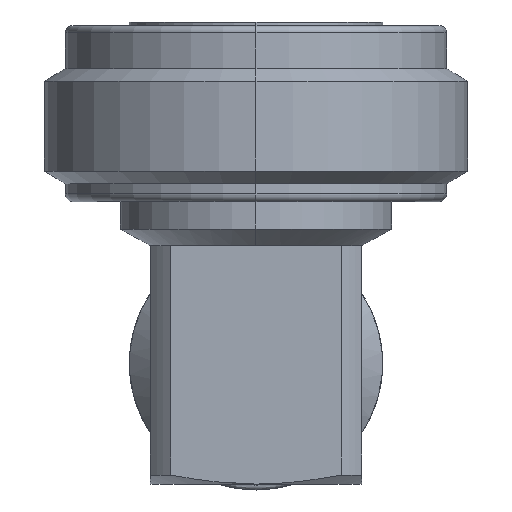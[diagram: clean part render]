
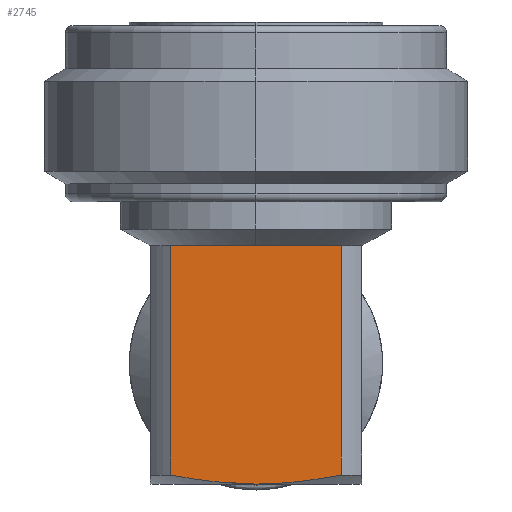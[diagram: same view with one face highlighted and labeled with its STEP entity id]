
A CAD part, left-side view. The second image highlights one B-rep face of the part: STEP entity #2745.
In plain terms, the highlighted planar face has unit normal (-1, 0, 0).
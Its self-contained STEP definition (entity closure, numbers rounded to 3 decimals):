
#608=DIRECTION('',(0.,1.,0.));
#609=VECTOR('',#608,6.48);
#610=CARTESIAN_POINT('',(-26.85,0.569,0.61));
#611=LINE('',#610,#609);
#627=DIRECTION('',(0.,1.,0.));
#628=VECTOR('',#627,6.48);
#629=CARTESIAN_POINT('',(-26.85,-7.049,0.61));
#630=LINE('',#629,#628);
#659=DIRECTION('',(0.,-1.,0.));
#660=VECTOR('',#659,1.138);
#661=CARTESIAN_POINT('',(-26.85,0.569,0.61));
#662=LINE('',#661,#660);
#673=DIRECTION('',(0.,0.,-1.));
#674=VECTOR('',#673,18.963);
#675=CARTESIAN_POINT('',(-26.85,7.049,0.61));
#676=LINE('',#675,#674);
#677=DIRECTION('',(0.,0.,-1.));
#678=VECTOR('',#677,18.963);
#679=CARTESIAN_POINT('',(-26.85,-7.049,0.61));
#680=LINE('',#679,#678);
#681=CARTESIAN_POINT('',(-26.85,0.,-19.1));
#682=CARTESIAN_POINT('',(-26.85,-0.473,-19.1));
#683=CARTESIAN_POINT('',(-26.85,-1.414,-19.077));
#684=CARTESIAN_POINT('',(-26.85,-2.806,-18.978));
#685=CARTESIAN_POINT('',(-26.85,-4.18,-18.823));
#686=CARTESIAN_POINT('',(-26.85,-5.562,-18.621));
#687=CARTESIAN_POINT('',(-26.85,-6.546,-18.448));
#688=CARTESIAN_POINT('',(-26.85,-7.049,-18.353));
#690=CARTESIAN_POINT('',(-26.85,7.049,-18.353));
#691=CARTESIAN_POINT('',(-26.85,6.538,-18.449));
#692=CARTESIAN_POINT('',(-26.85,5.543,-18.624));
#693=CARTESIAN_POINT('',(-26.85,4.156,-18.826));
#694=CARTESIAN_POINT('',(-26.85,2.784,-18.979));
#695=CARTESIAN_POINT('',(-26.85,1.402,-19.077));
#696=CARTESIAN_POINT('',(-26.85,0.469,-19.1));
#697=CARTESIAN_POINT('',(-26.85,0.,-19.1));
#1929=CARTESIAN_POINT('',(-26.85,0.569,0.61));
#1931=VERTEX_POINT('',#1929);
#1932=CARTESIAN_POINT('',(-26.85,-0.569,0.61));
#1933=VERTEX_POINT('',#1932);
#1934=CARTESIAN_POINT('',(-26.85,0.,-19.1));
#1936=VERTEX_POINT('',#1934);
#1954=CARTESIAN_POINT('',(-26.85,7.049,0.61));
#1955=CARTESIAN_POINT('',(-26.85,7.049,-18.353));
#1956=VERTEX_POINT('',#1954);
#1957=VERTEX_POINT('',#1955);
#1958=CARTESIAN_POINT('',(-26.85,-7.049,0.61));
#1959=CARTESIAN_POINT('',(-26.85,-7.049,-18.353));
#1960=VERTEX_POINT('',#1958);
#1961=VERTEX_POINT('',#1959);
#2728=CARTESIAN_POINT('',(-26.85,-8.75,-19.1));
#2729=DIRECTION('',(-1.,0.,0.));
#2730=DIRECTION('',(0.,0.,1.));
#2731=AXIS2_PLACEMENT_3D('',#2728,#2729,#2730);
#2732=PLANE('',#2731);
#2734=ORIENTED_EDGE('',*,*,#2733,.F.);
#2735=ORIENTED_EDGE('',*,*,#2657,.F.);
#2736=ORIENTED_EDGE('',*,*,#2721,.T.);
#2737=ORIENTED_EDGE('',*,*,#2676,.F.);
#2739=ORIENTED_EDGE('',*,*,#2738,.T.);
#2741=ORIENTED_EDGE('',*,*,#2740,.F.);
#2742=ORIENTED_EDGE('',*,*,#2626,.F.);
#2743=EDGE_LOOP('',(#2734,#2735,#2736,#2737,#2739,#2741,#2742));
#2744=FACE_OUTER_BOUND('',#2743,.F.);
#689=B_SPLINE_CURVE_WITH_KNOTS('',3,(#681,#682,#683,#684,#685,#686,#687,#688),
.UNSPECIFIED.,.F.,.F.,(4,1,1,1,1,4),(0.,0.2,0.4,0.6,0.8,1.),
.UNSPECIFIED.);
#698=B_SPLINE_CURVE_WITH_KNOTS('',3,(#690,#691,#692,#693,#694,#695,#696,#697),
.UNSPECIFIED.,.F.,.F.,(4,1,1,1,1,4),(0.,0.2,0.4,0.6,0.8,1.),
.UNSPECIFIED.);
#2626=EDGE_CURVE('',#1957,#1936,#698,.T.);
#2657=EDGE_CURVE('',#1931,#1956,#611,.T.);
#2676=EDGE_CURVE('',#1960,#1933,#630,.T.);
#2721=EDGE_CURVE('',#1931,#1933,#662,.T.);
#2733=EDGE_CURVE('',#1956,#1957,#676,.T.);
#2738=EDGE_CURVE('',#1960,#1961,#680,.T.);
#2740=EDGE_CURVE('',#1936,#1961,#689,.T.);
#2745=ADVANCED_FACE('',(#2744),#2732,.T.);
